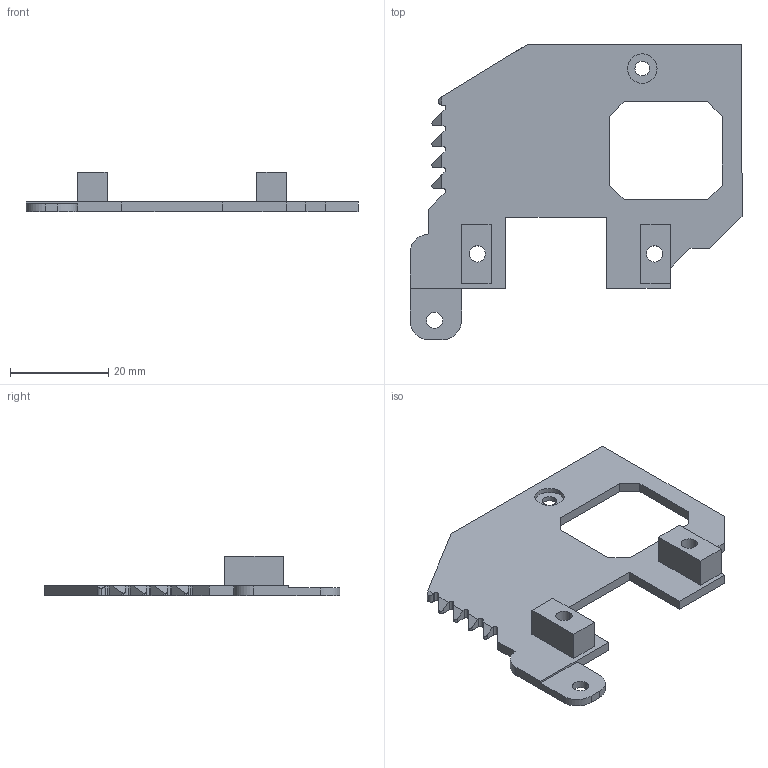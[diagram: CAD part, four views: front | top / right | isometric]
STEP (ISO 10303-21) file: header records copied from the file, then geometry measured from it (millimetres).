
FILE_DESCRIPTION (( 'STEP AP214' ), '1' );
FILE_NAME ('Pistol right half (3D).STEP', '2022-02-11T13:13:27', ( '' ), ( '' ), 'SwSTEP 2.0', 'SolidWorks 2016', '' );
FILE_SCHEMA (( 'AUTOMOTIVE_DESIGN' ));
Length unit declared in the file: millimetre
Products named in the file (2): Pistol right half (3D)
Bounding box: 67.6 x 60.25 x 8 mm (x, y, z)
Volume: 5176 mm3; surface area: 5820.5 mm2
Topology: 1 solids, 1 shells, 85 faces, 243 edges, 162 vertices
Faces by surface type: plane 52, cylinder 33
Entity records: 2843 total; most frequent: CARTESIAN_POINT 522, ORIENTED_EDGE 486, DIRECTION 464, EDGE_CURVE 243, VECTOR 176, LINE 176, VERTEX_POINT 162, AXIS2_PLACEMENT_3D 144
